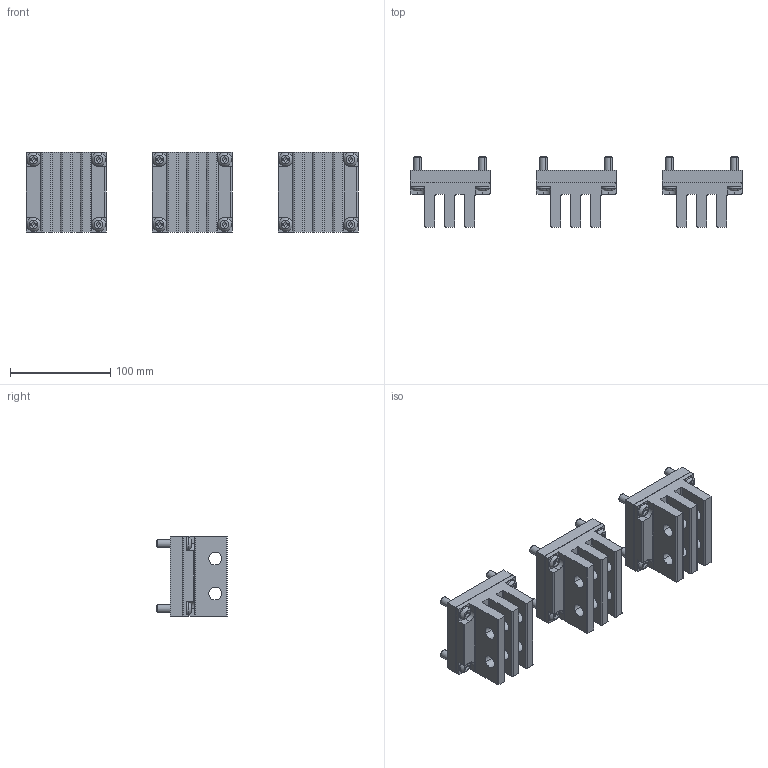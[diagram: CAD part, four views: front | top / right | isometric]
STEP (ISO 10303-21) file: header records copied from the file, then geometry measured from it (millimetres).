
FILE_DESCRIPTION(('CATIA V5 STEP Exchange'),'2;1');
FILE_NAME('1SDH001252R0184_1PA_001_01_E4.2_III_F_TERMINALS_VR_UPPER_4000A.stp','2014-03-06T08:30:17+00:00',('none'),('none'),'CATIA Version 5 Release 20 SP 5 (IN-10)','CATIA V5 STEP AP214','none');
FILE_SCHEMA(('AUTOMOTIVE_DESIGN { 1 0 10303 214 1 1 1 1 }'));
Length unit declared in the file: millimetre
Products named in the file (1): 1SDH001252R0184_1PA_001_01_E4.2_III_F_TERMINALS_VR_UPPER_4000A
Bounding box: 332 x 70.5 x 80 mm (x, y, z)
Volume: 653493.1 mm3; surface area: 175014.3 mm2
Topology: 18 solids, 18 shells, 564 faces, 1440 edges, 924 vertices
Faces by surface type: cylinder 240, plane 228, cone 48, sphere 24, torus 24
Entity records: 16135 total; most frequent: CARTESIAN_POINT 3304, ORIENTED_EDGE 2832, DIRECTION 2040, EDGE_CURVE 1416, AXIS2_PLACEMENT_3D 970, VERTEX_POINT 924, EDGE_LOOP 708, VECTOR 702
